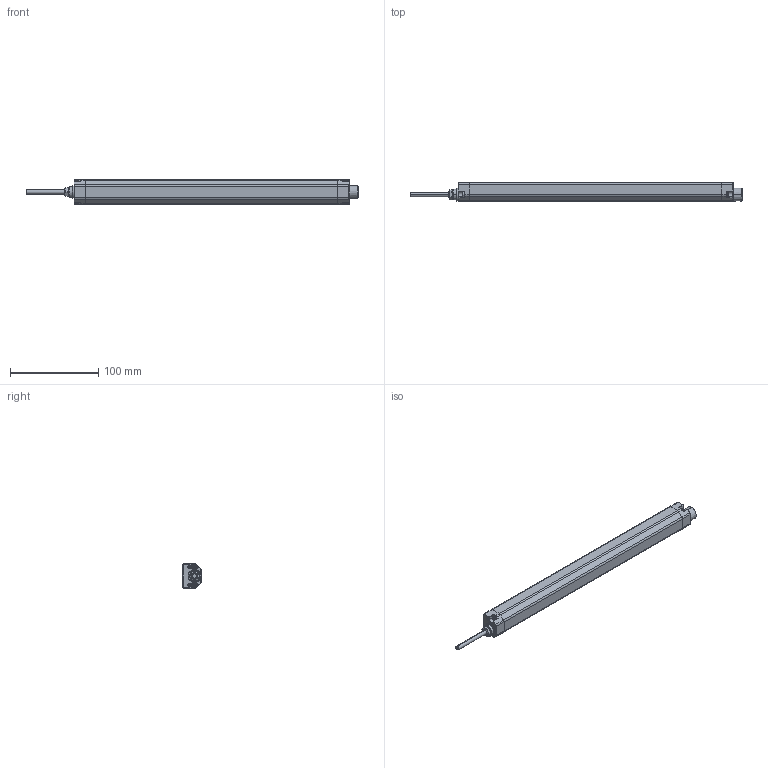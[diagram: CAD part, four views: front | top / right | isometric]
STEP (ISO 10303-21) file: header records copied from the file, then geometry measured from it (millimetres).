
FILE_DESCRIPTION((''),'2;1');
FILE_NAME('154522_SW','2010-11-02T',('banengservice'),('BANNER ENGINEERING'),'PRO/ENGINEER BY PARAMETRIC TECHNOLOGY CORPORATION, 2009141','PRO/ENGINEER BY PARAMETRIC TECHNOLOGY CORPORATION, 2009141','');
FILE_SCHEMA(('CONFIG_CONTROL_DESIGN'));
Length unit declared in the file: inch
Products named in the file (1): 154522_SW
Bounding box: 376.5 x 21 x 28 mm (x, y, z)
Volume: 74579.3 mm3; surface area: 79321.8 mm2
Topology: 2 solids, 2 shells, 1078 faces, 2739 edges, 1674 vertices
Faces by surface type: plane 364, cylinder 311, cone 143, bspline 142, torus 102, sphere 16
Entity records: 45843 total; most frequent: CARTESIAN_POINT 20471, ORIENTED_EDGE 5462, DIRECTION 5214, EDGE_CURVE 2731, AXIS2_PLACEMENT_3D 1995, VERTEX_POINT 1674, VECTOR 1224, LINE 1224
